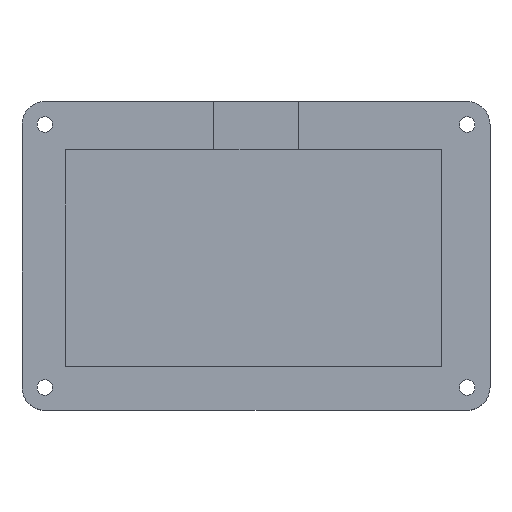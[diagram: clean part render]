
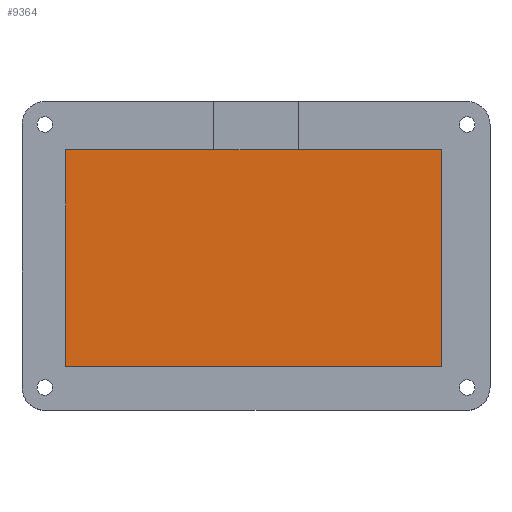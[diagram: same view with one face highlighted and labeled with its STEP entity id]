
A CAD part, top view. The second image highlights one B-rep face of the part: STEP entity #9364.
In plain terms, the highlighted planar face has unit normal (0, 0, 1).
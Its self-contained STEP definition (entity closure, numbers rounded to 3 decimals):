
#260=PLANE('',#9583);
#755=FACE_OUTER_BOUND('',#1297,.T.);
#1297=EDGE_LOOP('',(#8488,#8489,#8490,#8491));
#2051=LINE('',#18904,#2797);
#2053=LINE('',#18908,#2799);
#2054=LINE('',#18910,#2800);
#2055=LINE('',#18911,#2801);
#2797=VECTOR('',#10715,10.);
#2799=VECTOR('',#10719,10.);
#2800=VECTOR('',#10720,10.);
#2801=VECTOR('',#10721,10.);
#4360=VERTEX_POINT('',#18901);
#4361=VERTEX_POINT('',#18903);
#4362=VERTEX_POINT('',#18907);
#4363=VERTEX_POINT('',#18909);
#5747=EDGE_CURVE('',#4360,#4361,#2051,.T.);
#5749=EDGE_CURVE('',#4362,#4360,#2053,.T.);
#5750=EDGE_CURVE('',#4363,#4362,#2054,.T.);
#5751=EDGE_CURVE('',#4361,#4363,#2055,.T.);
#8488=ORIENTED_EDGE('',*,*,#5749,.F.);
#8489=ORIENTED_EDGE('',*,*,#5750,.F.);
#8490=ORIENTED_EDGE('',*,*,#5751,.F.);
#8491=ORIENTED_EDGE('',*,*,#5747,.F.);
#9364=ADVANCED_FACE('',(#755),#260,.T.);
#9583=AXIS2_PLACEMENT_3D('',#18906,#10717,#10718);
#10715=DIRECTION('',(1.,0.,0.));
#10717=DIRECTION('center_axis',(0.,0.,1.));
#10718=DIRECTION('ref_axis',(1.,0.,0.));
#10719=DIRECTION('',(0.,1.,0.));
#10720=DIRECTION('',(-1.,0.,0.));
#10721=DIRECTION('',(0.,-1.,0.));
#18901=CARTESIAN_POINT('',(0.,47.274,3.));
#18903=CARTESIAN_POINT('',(81.963,47.274,3.));
#18904=CARTESIAN_POINT('',(20.491,47.274,3.));
#18906=CARTESIAN_POINT('Origin',(40.981,23.637,3.));
#18907=CARTESIAN_POINT('',(0.,0.,3.));
#18908=CARTESIAN_POINT('',(0.,11.818,3.));
#18909=CARTESIAN_POINT('',(81.963,0.,3.));
#18910=CARTESIAN_POINT('',(61.472,0.,3.));
#18911=CARTESIAN_POINT('',(81.963,35.455,3.));
